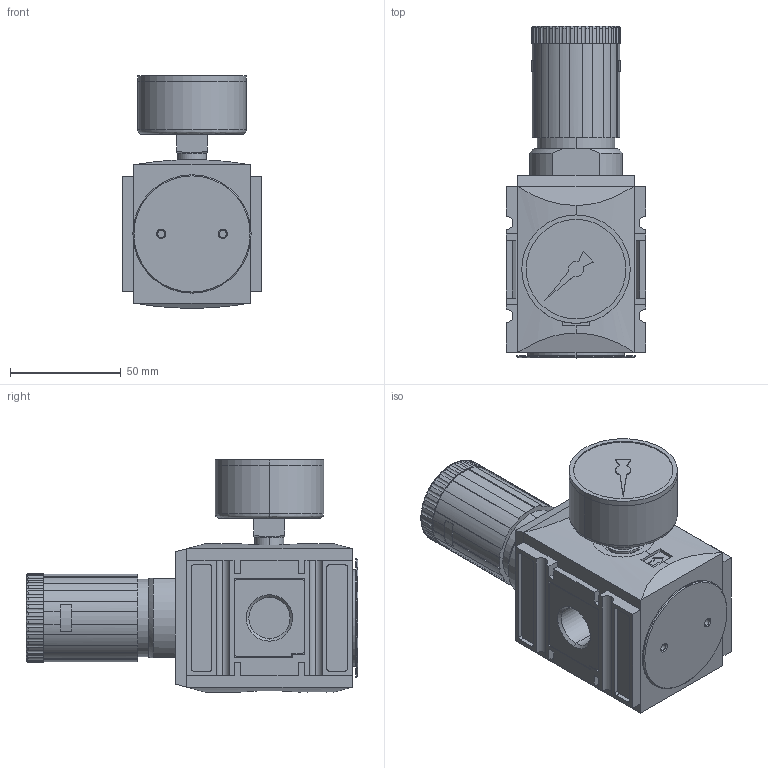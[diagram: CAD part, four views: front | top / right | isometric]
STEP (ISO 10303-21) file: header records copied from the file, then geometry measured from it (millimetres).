
FILE_DESCRIPTION (( 'STEP AP214' ), '1' );
FILE_NAME ('KN-KREG212_4_G.STEP', '2018-08-29T15:03:23', ( '' ), ( '' ), 'SwSTEP 2.0', 'SolidWorks 2018', '' );
FILE_SCHEMA (( 'AUTOMOTIVE_DESIGN' ));
Length unit declared in the file: millimetre
Products named in the file (1): KN-KREG212_4_G
Bounding box: 63 x 150 x 105.06 mm (x, y, z)
Volume: 431810.2 mm3; surface area: 58150.4 mm2
Topology: 3 solids, 3 shells, 538 faces, 1409 edges, 917 vertices
Faces by surface type: plane 271, cylinder 199, bspline 42, cone 26
Entity records: 24321 total; most frequent: CARTESIAN_POINT 5268, ORIENTED_EDGE 2818, DIRECTION 2658, EDGE_CURVE 1409, AXIS2_PLACEMENT_3D 942, VERTEX_POINT 917, VECTOR 774, LINE 774
